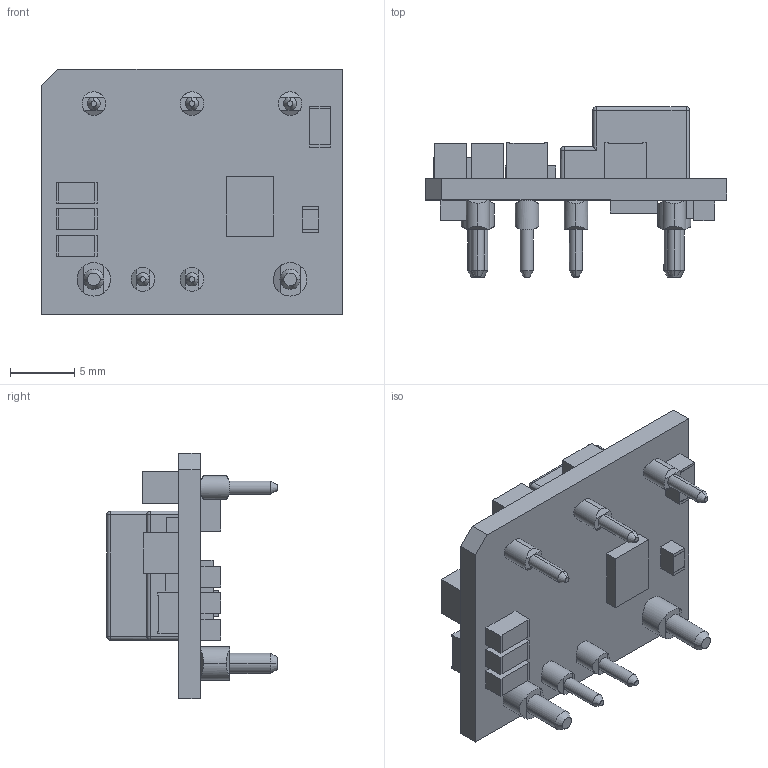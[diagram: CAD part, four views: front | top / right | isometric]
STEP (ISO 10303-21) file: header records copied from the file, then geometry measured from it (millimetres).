
FILE_DESCRIPTION((''),'2;1');
FILE_NAME('I3A_STANDARD_ASM','2016-12-02T',('Robert.Terry'),(''),'CREO PARAMETRIC BY PTC INC, 2014500','CREO PARAMETRIC BY PTC INC, 2014500','');
FILE_SCHEMA(('CONFIG_CONTROL_DESIGN'));
Products named in the file (10): I3A_PCB; I3A_OUTPUT_INDUCTOR; ZP00166_01-; ZP00167_01-; I6A_HIGH_SIDE_FET; 1210_CAP_COLOR; 1206_CAP_COLOR; 0805_CAP; I6A_CONTROL_IC2; I3A_STANDARD_ASM
Assembly tree (23 placements, depth 2):
  I3A_STANDARD_ASM
    I3A_PCB
    I3A_OUTPUT_INDUCTOR
    ZP00166_01-  x5
    ZP00167_01-  x2
    I6A_HIGH_SIDE_FET  x2
    1210_CAP_COLOR  x4
    1206_CAP_COLOR  x6
    0805_CAP
    I6A_CONTROL_IC2
Bounding box: 23.37 x 13.22 x 19.05 mm (x, y, z)
Volume: 1482 mm3; surface area: 2164.7 mm2
Topology: 23 solids, 30 shells, 416 faces, 978 edges, 622 vertices
Faces by surface type: plane 327, cylinder 55, cone 28, sphere 6
Entity records: 4625 total; most frequent: CARTESIAN_POINT 1007, DIRECTION 716, ORIENTED_EDGE 676, EDGE_CURVE 338, VECTOR 246, LINE 246, AXIS2_PLACEMENT_3D 235, VERTEX_POINT 212
